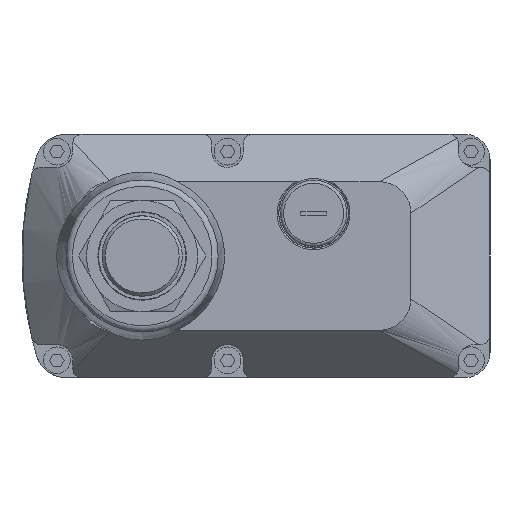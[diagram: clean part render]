
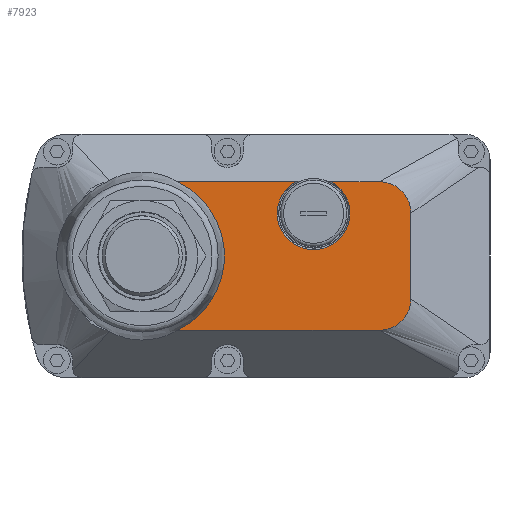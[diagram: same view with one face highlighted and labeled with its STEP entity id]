
A CAD part, left-side view. The second image highlights one B-rep face of the part: STEP entity #7923.
In plain terms, the highlighted planar face has unit normal (-1, 0, 0).
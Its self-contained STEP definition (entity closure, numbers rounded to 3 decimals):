
#491=CIRCLE('',#8578,10.);
#492=CIRCLE('',#8582,10.);
#494=CIRCLE('',#8593,11.5);
#495=CIRCLE('',#8594,26.);
#1100=ORIENTED_EDGE('',*,*,#2998,.F.);
#1101=ORIENTED_EDGE('',*,*,#3390,.F.);
#1102=ORIENTED_EDGE('',*,*,#2994,.F.);
#1103=ORIENTED_EDGE('',*,*,#3391,.T.);
#1104=ORIENTED_EDGE('',*,*,#3387,.F.);
#1105=ORIENTED_EDGE('',*,*,#3377,.F.);
#1106=ORIENTED_EDGE('',*,*,#3373,.F.);
#1107=ORIENTED_EDGE('',*,*,#3366,.F.);
#2994=EDGE_CURVE('',#4161,#4162,#4943,.T.);
#2998=EDGE_CURVE('',#4165,#4166,#4944,.T.);
#3366=EDGE_CURVE('',#4166,#4509,#491,.T.);
#3373=EDGE_CURVE('',#4509,#4511,#5067,.T.);
#3377=EDGE_CURVE('',#4511,#4517,#492,.T.);
#3387=EDGE_CURVE('',#4517,#4527,#5073,.T.);
#3390=EDGE_CURVE('',#4162,#4165,#494,.T.);
#3391=EDGE_CURVE('',#4161,#4527,#495,.T.);
#4161=VERTEX_POINT('',#11528);
#4162=VERTEX_POINT('',#11529);
#4165=VERTEX_POINT('',#11543);
#4166=VERTEX_POINT('',#11545);
#4509=VERTEX_POINT('',#12911);
#4511=VERTEX_POINT('',#12924);
#4517=VERTEX_POINT('',#12973);
#4527=VERTEX_POINT('',#13003);
#4943=LINE('',#11527,#5658);
#4944=LINE('',#11544,#5659);
#5067=LINE('',#12935,#5782);
#5073=LINE('',#13002,#5788);
#5658=VECTOR('',#9214,1000.);
#5659=VECTOR('',#9217,1000.);
#5782=VECTOR('',#9702,1000.);
#5788=VECTOR('',#9722,1000.);
#6462=EDGE_LOOP('',(#1100,#1101,#1102,#1103,#1104,#1105,#1106,#1107));
#7057=FACE_BOUND('',#6462,.T.);
#7579=PLANE('',#8592);
#7923=ADVANCED_FACE('',(#7057),#7579,.F.);
#8578=AXIS2_PLACEMENT_3D('',#12921,#9690,#9691);
#8582=AXIS2_PLACEMENT_3D('',#12983,#9704,#9705);
#8592=AXIS2_PLACEMENT_3D('',#13007,#9729,#9730);
#8593=AXIS2_PLACEMENT_3D('',#13008,#9731,#9732);
#8594=AXIS2_PLACEMENT_3D('',#13009,#9733,#9734);
#9214=DIRECTION('',(0.,-1.,0.));
#9217=DIRECTION('',(0.,-1.,0.));
#9690=DIRECTION('',(1.,0.,0.));
#9691=DIRECTION('',(0.,1.,0.));
#9702=DIRECTION('',(0.,0.,-1.));
#9704=DIRECTION('',(1.,0.,0.));
#9705=DIRECTION('',(0.,1.,0.));
#9722=DIRECTION('',(0.,1.,0.));
#9729=DIRECTION('',(1.,0.,0.));
#9730=DIRECTION('',(0.,1.,0.));
#9731=DIRECTION('',(-1.,0.,0.));
#9732=DIRECTION('',(0.,0.,1.));
#9733=DIRECTION('',(1.,0.,0.));
#9734=DIRECTION('',(0.,1.,0.));
#11527=CARTESIAN_POINT('',(12.8,9.895,23.5));
#11528=CARTESIAN_POINT('',(12.8,-11.124,23.5));
#11529=CARTESIAN_POINT('',(12.8,-48.532,23.5));
#11543=CARTESIAN_POINT('',(12.8,-59.889,23.5));
#11544=CARTESIAN_POINT('',(12.8,9.895,23.5));
#11545=CARTESIAN_POINT('',(12.8,-75.,23.5));
#12911=CARTESIAN_POINT('',(12.8,-85.,13.5));
#12921=CARTESIAN_POINT('',(12.8,-75.,13.5));
#12924=CARTESIAN_POINT('',(12.8,-85.,-13.5));
#12935=CARTESIAN_POINT('',(12.8,-85.,13.5));
#12973=CARTESIAN_POINT('',(12.8,-75.,-23.5));
#12983=CARTESIAN_POINT('',(12.8,-75.,-13.5));
#13002=CARTESIAN_POINT('',(12.8,-75.,-23.5));
#13003=CARTESIAN_POINT('',(12.8,-11.124,-23.5));
#13007=CARTESIAN_POINT('',(12.8,-75.,-13.5));
#13008=CARTESIAN_POINT('',(12.8,-54.211,13.5));
#13009=CARTESIAN_POINT('',(12.8,0.,0.));
